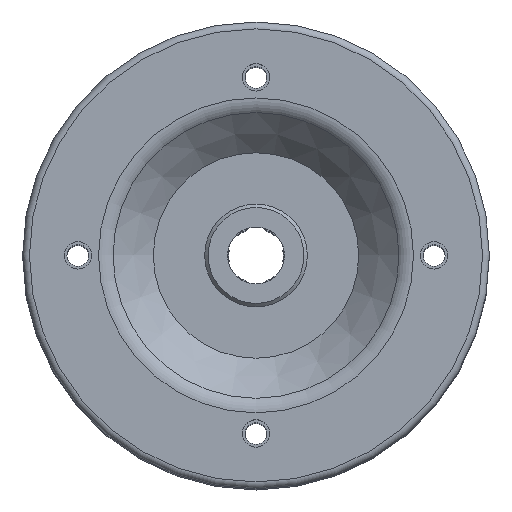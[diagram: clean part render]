
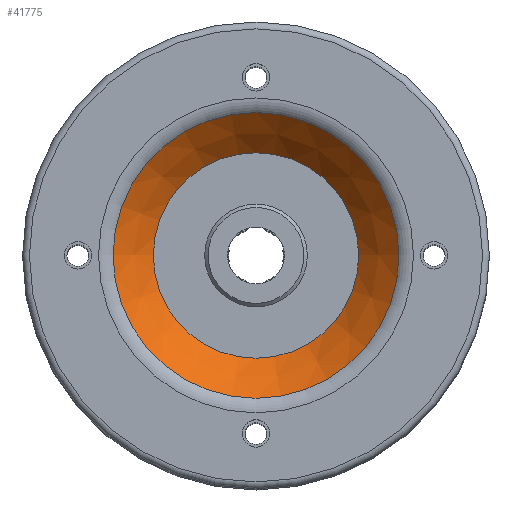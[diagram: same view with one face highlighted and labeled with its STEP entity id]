
A CAD part, top view. The second image highlights one B-rep face of the part: STEP entity #41775.
In plain terms, the highlighted conical face has half-angle 45 degrees and reference radius 17.936 mm.
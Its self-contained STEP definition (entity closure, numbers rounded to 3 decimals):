
#41211 = PLANE('',#41212);
#41212 = AXIS2_PLACEMENT_3D('',#41213,#41214,#41215);
#41213 = CARTESIAN_POINT('',(-15.,0.,16.25));
#41214 = DIRECTION('',(0.,0.,1.));
#41215 = DIRECTION('',(1.,0.,0.));
#41544 = EDGE_CURVE('',#41545,#41545,#41547,.T.);
#41545 = VERTEX_POINT('',#41546);
#41546 = CARTESIAN_POINT('',(15.,0.,16.25));
#41547 = SURFACE_CURVE('',#41548,(#41553,#41564),.PCURVE_S1.);
#41548 = CIRCLE('',#41549,15.);
#41549 = AXIS2_PLACEMENT_3D('',#41550,#41551,#41552);
#41550 = CARTESIAN_POINT('',(0.,0.,16.25));
#41551 = DIRECTION('',(0.,0.,-1.));
#41552 = DIRECTION('',(-1.,0.,0.));
#41553 = PCURVE('',#41211,#41554);
#41554 = DEFINITIONAL_REPRESENTATION('',(#41555),#41563);
#41555 = ( BOUNDED_CURVE() B_SPLINE_CURVE(2,(#41556,#41557,#41558,#41559
    ,#41560,#41561,#41562),.UNSPECIFIED.,.T.,.F.) 
B_SPLINE_CURVE_WITH_KNOTS((1,2,2,2,2,1),(-2.094,0.,
    2.094,4.189,6.283,8.378),
.UNSPECIFIED.) CURVE() GEOMETRIC_REPRESENTATION_ITEM() 
RATIONAL_B_SPLINE_CURVE((1.,0.5,1.,0.5,1.,0.5,1.)) REPRESENTATION_ITEM(
  '') );
#41556 = CARTESIAN_POINT('',(0.,0.));
#41557 = CARTESIAN_POINT('',(0.,25.981));
#41558 = CARTESIAN_POINT('',(22.5,12.99));
#41559 = CARTESIAN_POINT('',(45.,0.));
#41560 = CARTESIAN_POINT('',(22.5,-12.99));
#41561 = CARTESIAN_POINT('',(0.,-25.981));
#41562 = CARTESIAN_POINT('',(0.,0.));
#41563 = ( GEOMETRIC_REPRESENTATION_CONTEXT(2) 
PARAMETRIC_REPRESENTATION_CONTEXT() REPRESENTATION_CONTEXT('2D SPACE',''
  ) );
#41564 = PCURVE('',#41565,#41570);
#41565 = CONICAL_SURFACE('',#41566,17.936,0.785);
#41566 = AXIS2_PLACEMENT_3D('',#41567,#41568,#41569);
#41567 = CARTESIAN_POINT('',(0.,0.,19.186));
#41568 = DIRECTION('',(0.,0.,1.));
#41569 = DIRECTION('',(-1.,0.,0.));
#41570 = DEFINITIONAL_REPRESENTATION('',(#41571),#41575);
#41571 = LINE('',#41572,#41573);
#41572 = CARTESIAN_POINT('',(6.283,-2.936));
#41573 = VECTOR('',#41574,1.);
#41574 = DIRECTION('',(-1.,0.));
#41575 = ( GEOMETRIC_REPRESENTATION_CONTEXT(2) 
PARAMETRIC_REPRESENTATION_CONTEXT() REPRESENTATION_CONTEXT('2D SPACE',''
  ) );
#41775 = ADVANCED_FACE('',(#41776),#41565,.F.);
#41776 = FACE_BOUND('',#41777,.F.);
#41777 = EDGE_LOOP('',(#41778,#41801,#41828,#41829));
#41778 = ORIENTED_EDGE('',*,*,#41779,.T.);
#41779 = EDGE_CURVE('',#41545,#41780,#41782,.T.);
#41780 = VERTEX_POINT('',#41781);
#41781 = CARTESIAN_POINT('',(20.871,0.,22.121));
#41782 = SEAM_CURVE('',#41783,(#41787,#41794),.PCURVE_S1.);
#41783 = LINE('',#41784,#41785);
#41784 = CARTESIAN_POINT('',(17.936,0.,19.186));
#41785 = VECTOR('',#41786,1.);
#41786 = DIRECTION('',(0.707,0.,0.707));
#41787 = PCURVE('',#41565,#41788);
#41788 = DEFINITIONAL_REPRESENTATION('',(#41789),#41793);
#41789 = LINE('',#41790,#41791);
#41790 = CARTESIAN_POINT('',(3.142,0.));
#41791 = VECTOR('',#41792,1.);
#41792 = DIRECTION('',(0.,1.));
#41793 = ( GEOMETRIC_REPRESENTATION_CONTEXT(2) 
PARAMETRIC_REPRESENTATION_CONTEXT() REPRESENTATION_CONTEXT('2D SPACE',''
  ) );
#41794 = PCURVE('',#41565,#41795);
#41795 = DEFINITIONAL_REPRESENTATION('',(#41796),#41800);
#41796 = LINE('',#41797,#41798);
#41797 = CARTESIAN_POINT('',(-3.142,0.));
#41798 = VECTOR('',#41799,1.);
#41799 = DIRECTION('',(0.,1.));
#41800 = ( GEOMETRIC_REPRESENTATION_CONTEXT(2) 
PARAMETRIC_REPRESENTATION_CONTEXT() REPRESENTATION_CONTEXT('2D SPACE',''
  ) );
#41801 = ORIENTED_EDGE('',*,*,#41802,.T.);
#41802 = EDGE_CURVE('',#41780,#41780,#41803,.T.);
#41803 = SURFACE_CURVE('',#41804,(#41809,#41816),.PCURVE_S1.);
#41804 = CIRCLE('',#41805,20.871);
#41805 = AXIS2_PLACEMENT_3D('',#41806,#41807,#41808);
#41806 = CARTESIAN_POINT('',(0.,0.,22.121));
#41807 = DIRECTION('',(0.,0.,-1.));
#41808 = DIRECTION('',(-1.,0.,0.));
#41809 = PCURVE('',#41565,#41810);
#41810 = DEFINITIONAL_REPRESENTATION('',(#41811),#41815);
#41811 = LINE('',#41812,#41813);
#41812 = CARTESIAN_POINT('',(6.283,2.936));
#41813 = VECTOR('',#41814,1.);
#41814 = DIRECTION('',(-1.,0.));
#41815 = ( GEOMETRIC_REPRESENTATION_CONTEXT(2) 
PARAMETRIC_REPRESENTATION_CONTEXT() REPRESENTATION_CONTEXT('2D SPACE',''
  ) );
#41816 = PCURVE('',#41817,#41822);
#41817 = TOROIDAL_SURFACE('',#41818,22.993,3.);
#41818 = AXIS2_PLACEMENT_3D('',#41819,#41820,#41821);
#41819 = CARTESIAN_POINT('',(0.,0.,20.));
#41820 = DIRECTION('',(0.,0.,-1.));
#41821 = DIRECTION('',(-1.,0.,0.));
#41822 = DEFINITIONAL_REPRESENTATION('',(#41823),#41827);
#41823 = LINE('',#41824,#41825);
#41824 = CARTESIAN_POINT('',(-6.283,3.927));
#41825 = VECTOR('',#41826,1.);
#41826 = DIRECTION('',(1.,0.));
#41827 = ( GEOMETRIC_REPRESENTATION_CONTEXT(2) 
PARAMETRIC_REPRESENTATION_CONTEXT() REPRESENTATION_CONTEXT('2D SPACE',''
  ) );
#41828 = ORIENTED_EDGE('',*,*,#41779,.F.);
#41829 = ORIENTED_EDGE('',*,*,#41544,.F.);
